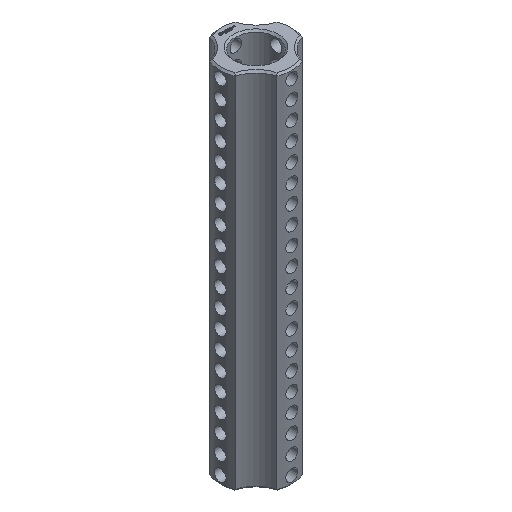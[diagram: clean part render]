
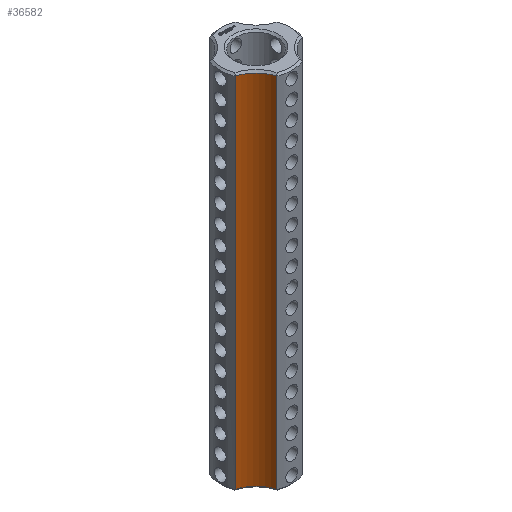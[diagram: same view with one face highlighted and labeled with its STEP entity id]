
A CAD part, isometric view. The second image highlights one B-rep face of the part: STEP entity #36582.
In plain terms, the highlighted cylindrical face has radius 5 mm (diameter 10 mm), a partial arc.
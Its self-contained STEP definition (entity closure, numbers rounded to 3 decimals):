
#4409 = CYLINDRICAL_SURFACE('',#4410,6.25);
#4410 = AXIS2_PLACEMENT_3D('',#4411,#4412,#4413);
#4411 = CARTESIAN_POINT('',(0.,0.,0.));
#4412 = DIRECTION('',(-0.,-0.,-1.));
#4413 = DIRECTION('',(1.,0.,0.));
#9490 = EDGE_CURVE('',#9491,#9493,#9495,.T.);
#9491 = VERTEX_POINT('',#9492);
#9492 = CARTESIAN_POINT('',(-2.225,-5.841,0.3));
#9493 = VERTEX_POINT('',#9494);
#9494 = CARTESIAN_POINT('',(-2.225,-5.841,62.2));
#9495 = SURFACE_CURVE('',#9496,(#9500,#9507),.PCURVE_S1.);
#9496 = LINE('',#9497,#9498);
#9497 = CARTESIAN_POINT('',(-2.225,-5.841,0.));
#9498 = VECTOR('',#9499,1.);
#9499 = DIRECTION('',(0.,0.,1.));
#9500 = PCURVE('',#4409,#9501);
#9501 = DEFINITIONAL_REPRESENTATION('',(#9502),#9506);
#9502 = LINE('',#9503,#9504);
#9503 = CARTESIAN_POINT('',(-4.348,0.));
#9504 = VECTOR('',#9505,1.);
#9505 = DIRECTION('',(-0.,-1.));
#9506 = ( GEOMETRIC_REPRESENTATION_CONTEXT(2) 
PARAMETRIC_REPRESENTATION_CONTEXT() REPRESENTATION_CONTEXT('2D SPACE',''
  ) );
#9507 = PCURVE('',#9508,#9513);
#9508 = CYLINDRICAL_SURFACE('',#9509,5.);
#9509 = AXIS2_PLACEMENT_3D('',#9510,#9511,#9512);
#9510 = CARTESIAN_POINT('',(-7.071,-7.071,0.));
#9511 = DIRECTION('',(-0.,-0.,-1.));
#9512 = DIRECTION('',(1.,0.,0.));
#9513 = DEFINITIONAL_REPRESENTATION('',(#9514),#9518);
#9514 = LINE('',#9515,#9516);
#9515 = CARTESIAN_POINT('',(-0.249,0.));
#9516 = VECTOR('',#9517,1.);
#9517 = DIRECTION('',(-0.,-1.));
#9518 = ( GEOMETRIC_REPRESENTATION_CONTEXT(2) 
PARAMETRIC_REPRESENTATION_CONTEXT() REPRESENTATION_CONTEXT('2D SPACE',''
  ) );
#12799 = CONICAL_SURFACE('',#12800,5.,0.785);
#12800 = AXIS2_PLACEMENT_3D('',#12801,#12802,#12803);
#12801 = CARTESIAN_POINT('',(-7.071,-7.071,0.3));
#12802 = DIRECTION('',(-0.,-0.,-1.));
#12803 = DIRECTION('',(0.969,0.246,0.));
#13031 = CONICAL_SURFACE('',#13032,5.,0.785);
#13032 = AXIS2_PLACEMENT_3D('',#13033,#13034,#13035);
#13033 = CARTESIAN_POINT('',(-7.071,-7.071,62.2));
#13034 = DIRECTION('',(0.,0.,1.));
#13035 = DIRECTION('',(0.969,0.246,0.));
#36582 = ADVANCED_FACE('',(#36583),#9508,.F.);
#36583 = FACE_BOUND('',#36584,.T.);
#36584 = EDGE_LOOP('',(#36585,#36586,#36610,#36638));
#36585 = ORIENTED_EDGE('',*,*,#9490,.T.);
#36586 = ORIENTED_EDGE('',*,*,#36587,.T.);
#36587 = EDGE_CURVE('',#9493,#36588,#36590,.T.);
#36588 = VERTEX_POINT('',#36589);
#36589 = CARTESIAN_POINT('',(-5.841,-2.225,62.2));
#36590 = SURFACE_CURVE('',#36591,(#36596,#36603),.PCURVE_S1.);
#36591 = CIRCLE('',#36592,5.);
#36592 = AXIS2_PLACEMENT_3D('',#36593,#36594,#36595);
#36593 = CARTESIAN_POINT('',(-7.071,-7.071,62.2));
#36594 = DIRECTION('',(0.,-0.,1.));
#36595 = DIRECTION('',(0.969,0.246,0.));
#36596 = PCURVE('',#9508,#36597);
#36597 = DEFINITIONAL_REPRESENTATION('',(#36598),#36602);
#36598 = LINE('',#36599,#36600);
#36599 = CARTESIAN_POINT('',(-0.249,-62.2));
#36600 = VECTOR('',#36601,1.);
#36601 = DIRECTION('',(-1.,0.));
#36602 = ( GEOMETRIC_REPRESENTATION_CONTEXT(2) 
PARAMETRIC_REPRESENTATION_CONTEXT() REPRESENTATION_CONTEXT('2D SPACE',''
  ) );
#36603 = PCURVE('',#13031,#36604);
#36604 = DEFINITIONAL_REPRESENTATION('',(#36605),#36609);
#36605 = LINE('',#36606,#36607);
#36606 = CARTESIAN_POINT('',(0.,0.));
#36607 = VECTOR('',#36608,1.);
#36608 = DIRECTION('',(1.,0.));
#36609 = ( GEOMETRIC_REPRESENTATION_CONTEXT(2) 
PARAMETRIC_REPRESENTATION_CONTEXT() REPRESENTATION_CONTEXT('2D SPACE',''
  ) );
#36610 = ORIENTED_EDGE('',*,*,#36611,.F.);
#36611 = EDGE_CURVE('',#36612,#36588,#36614,.T.);
#36612 = VERTEX_POINT('',#36613);
#36613 = CARTESIAN_POINT('',(-5.841,-2.225,0.3));
#36614 = SURFACE_CURVE('',#36615,(#36619,#36626),.PCURVE_S1.);
#36615 = LINE('',#36616,#36617);
#36616 = CARTESIAN_POINT('',(-5.841,-2.225,0.));
#36617 = VECTOR('',#36618,1.);
#36618 = DIRECTION('',(0.,0.,1.));
#36619 = PCURVE('',#9508,#36620);
#36620 = DEFINITIONAL_REPRESENTATION('',(#36621),#36625);
#36621 = LINE('',#36622,#36623);
#36622 = CARTESIAN_POINT('',(-1.322,0.));
#36623 = VECTOR('',#36624,1.);
#36624 = DIRECTION('',(-0.,-1.));
#36625 = ( GEOMETRIC_REPRESENTATION_CONTEXT(2) 
PARAMETRIC_REPRESENTATION_CONTEXT() REPRESENTATION_CONTEXT('2D SPACE',''
  ) );
#36626 = PCURVE('',#36627,#36632);
#36627 = CYLINDRICAL_SURFACE('',#36628,6.25);
#36628 = AXIS2_PLACEMENT_3D('',#36629,#36630,#36631);
#36629 = CARTESIAN_POINT('',(0.,0.,0.));
#36630 = DIRECTION('',(-0.,-0.,-1.));
#36631 = DIRECTION('',(1.,0.,0.));
#36632 = DEFINITIONAL_REPRESENTATION('',(#36633),#36637);
#36633 = LINE('',#36634,#36635);
#36634 = CARTESIAN_POINT('',(-3.506,0.));
#36635 = VECTOR('',#36636,1.);
#36636 = DIRECTION('',(-0.,-1.));
#36637 = ( GEOMETRIC_REPRESENTATION_CONTEXT(2) 
PARAMETRIC_REPRESENTATION_CONTEXT() REPRESENTATION_CONTEXT('2D SPACE',''
  ) );
#36638 = ORIENTED_EDGE('',*,*,#36639,.F.);
#36639 = EDGE_CURVE('',#9491,#36612,#36640,.T.);
#36640 = SURFACE_CURVE('',#36641,(#36646,#36653),.PCURVE_S1.);
#36641 = CIRCLE('',#36642,5.);
#36642 = AXIS2_PLACEMENT_3D('',#36643,#36644,#36645);
#36643 = CARTESIAN_POINT('',(-7.071,-7.071,0.3));
#36644 = DIRECTION('',(0.,-0.,1.));
#36645 = DIRECTION('',(0.969,0.246,0.));
#36646 = PCURVE('',#9508,#36647);
#36647 = DEFINITIONAL_REPRESENTATION('',(#36648),#36652);
#36648 = LINE('',#36649,#36650);
#36649 = CARTESIAN_POINT('',(-0.249,-0.3));
#36650 = VECTOR('',#36651,1.);
#36651 = DIRECTION('',(-1.,0.));
#36652 = ( GEOMETRIC_REPRESENTATION_CONTEXT(2) 
PARAMETRIC_REPRESENTATION_CONTEXT() REPRESENTATION_CONTEXT('2D SPACE',''
  ) );
#36653 = PCURVE('',#12799,#36654);
#36654 = DEFINITIONAL_REPRESENTATION('',(#36655),#36659);
#36655 = LINE('',#36656,#36657);
#36656 = CARTESIAN_POINT('',(-0.,0.));
#36657 = VECTOR('',#36658,1.);
#36658 = DIRECTION('',(-1.,0.));
#36659 = ( GEOMETRIC_REPRESENTATION_CONTEXT(2) 
PARAMETRIC_REPRESENTATION_CONTEXT() REPRESENTATION_CONTEXT('2D SPACE',''
  ) );
